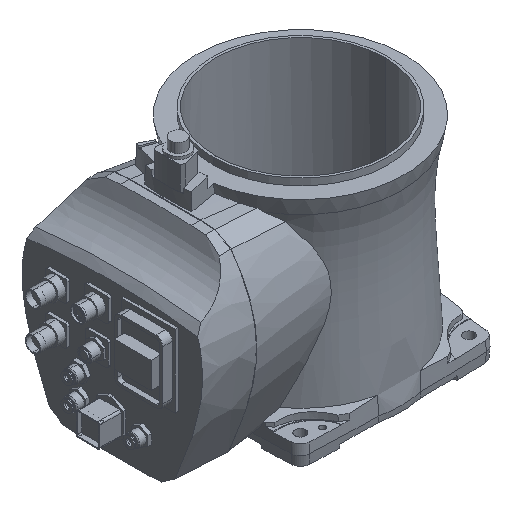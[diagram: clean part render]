
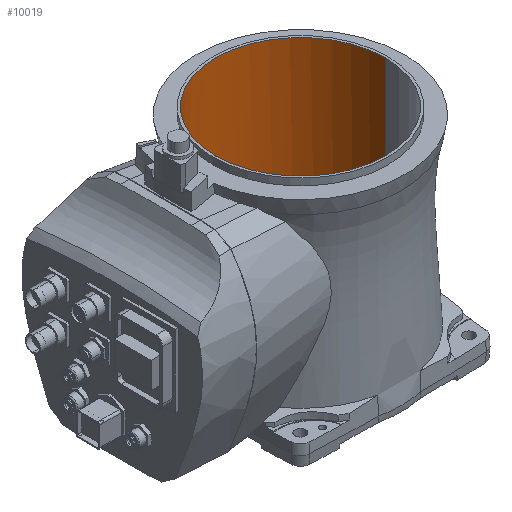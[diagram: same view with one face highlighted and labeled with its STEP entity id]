
A CAD part, isometric view. The second image highlights one B-rep face of the part: STEP entity #10019.
In plain terms, the highlighted cylindrical face has radius 87.5 mm (diameter 175 mm), a partial arc.
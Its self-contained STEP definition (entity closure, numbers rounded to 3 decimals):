
#2228=CARTESIAN_POINT('',(-78.304,39.048,4.));
#2235=CARTESIAN_POINT('',(0.,0.,4.));
#2236=DIRECTION('',(0.,0.,1.));
#2237=DIRECTION('',(1.,0.,0.));
#2238=AXIS2_PLACEMENT_3D('',#2235,#2236,#2237);
#3017=DIRECTION('',(0.,0.,-1.));
#3018=VECTOR('',#3017,39.46);
#3019=CARTESIAN_POINT('',(-87.5,0.,224.));
#3020=LINE('',#3019,#3018);
#3041=CARTESIAN_POINT('',(-67.032,56.24,7.687));
#3042=CARTESIAN_POINT('',(-68.312,54.715,7.36));
#3043=CARTESIAN_POINT('',(-70.893,51.422,6.654));
#3044=CARTESIAN_POINT('',(-74.645,45.84,5.457));
#3045=CARTESIAN_POINT('',(-77.121,41.421,4.509));
#3046=CARTESIAN_POINT('',(-78.304,39.048,4.));
#3048=CARTESIAN_POINT('',(-44.,75.632,102.021));
#3049=CARTESIAN_POINT('',(-45.119,74.981,98.853));
#3050=CARTESIAN_POINT('',(-47.27,73.664,92.446));
#3051=CARTESIAN_POINT('',(-50.272,71.646,82.628));
#3052=CARTESIAN_POINT('',(-53.077,69.592,72.637));
#3053=CARTESIAN_POINT('',(-55.818,67.416,62.051));
#3054=CARTESIAN_POINT('',(-58.584,65.029,50.439));
#3055=CARTESIAN_POINT('',(-61.363,62.419,37.743));
#3056=CARTESIAN_POINT('',(-64.264,59.433,23.218));
#3057=CARTESIAN_POINT('',(-66.117,57.331,12.992));
#3058=CARTESIAN_POINT('',(-67.032,56.24,7.687));
#3060=DIRECTION('',(0.,0.,-1.));
#3061=VECTOR('',#3060,13.227);
#3062=CARTESIAN_POINT('',(-44.,75.632,115.248));
#3063=LINE('',#3062,#3061);
#3064=CARTESIAN_POINT('',(-37.173,79.211,129.42));
#3065=CARTESIAN_POINT('',(-37.963,78.84,127.951));
#3066=CARTESIAN_POINT('',(-39.521,78.08,124.941));
#3067=CARTESIAN_POINT('',(-41.796,76.887,120.214));
#3068=CARTESIAN_POINT('',(-43.271,76.056,116.926));
#3069=CARTESIAN_POINT('',(-44.,75.632,115.248));
#3071=CARTESIAN_POINT('',(-37.173,79.211,129.42));
#3072=CARTESIAN_POINT('',(-37.574,79.023,129.701));
#3073=CARTESIAN_POINT('',(-38.336,78.658,130.221));
#3074=CARTESIAN_POINT('',(-39.34,78.16,130.89));
#3075=CARTESIAN_POINT('',(-40.229,77.706,131.481));
#3076=CARTESIAN_POINT('',(-41.014,77.294,132.014));
#3077=CARTESIAN_POINT('',(-41.723,76.913,132.509));
#3078=CARTESIAN_POINT('',(-42.411,76.536,133.001));
#3079=CARTESIAN_POINT('',(-43.169,76.112,133.563));
#3080=CARTESIAN_POINT('',(-43.717,75.797,133.99));
#3081=CARTESIAN_POINT('',(-44.,75.632,134.218));
#3083=CARTESIAN_POINT('',(-86.93,9.968,184.54));
#3084=CARTESIAN_POINT('',(-86.693,12.039,182.952));
#3085=CARTESIAN_POINT('',(-86.072,16.145,179.806));
#3086=CARTESIAN_POINT('',(-84.725,22.149,175.205));
#3087=CARTESIAN_POINT('',(-82.951,28.071,170.666));
#3088=CARTESIAN_POINT('',(-80.792,33.779,166.292));
#3089=CARTESIAN_POINT('',(-78.281,39.245,162.103));
#3090=CARTESIAN_POINT('',(-75.441,44.458,158.108));
#3091=CARTESIAN_POINT('',(-72.271,49.446,154.286));
#3092=CARTESIAN_POINT('',(-68.717,54.282,150.58));
#3093=CARTESIAN_POINT('',(-64.775,58.931,147.017));
#3094=CARTESIAN_POINT('',(-60.497,63.32,143.653));
#3095=CARTESIAN_POINT('',(-55.627,67.656,140.331));
#3096=CARTESIAN_POINT('',(-50.061,71.88,137.093));
#3097=CARTESIAN_POINT('',(-46.077,74.424,135.144));
#3098=CARTESIAN_POINT('',(-44.,75.632,134.218));
#3100=CARTESIAN_POINT('',(0.,0.,184.54));
#3101=DIRECTION('',(0.,0.,-1.));
#3102=DIRECTION('',(-1.,0.,0.));
#3103=AXIS2_PLACEMENT_3D('',#3100,#3101,#3102);
#3105=DIRECTION('',(0.,0.,-1.));
#3106=VECTOR('',#3105,220.);
#3107=CARTESIAN_POINT('',(87.5,0.,224.));
#3108=LINE('',#3107,#3106);
#3205=CARTESIAN_POINT('',(-44.,75.632,134.218));
#3340=CARTESIAN_POINT('',(0.,0.,224.));
#3341=DIRECTION('',(0.,0.,1.));
#3342=DIRECTION('',(1.,0.,0.));
#3343=AXIS2_PLACEMENT_3D('',#3340,#3341,#3342);
#6256=CARTESIAN_POINT('',(87.5,0.,224.));
#6257=CARTESIAN_POINT('',(-87.5,0.,224.));
#6258=VERTEX_POINT('',#6256);
#6259=VERTEX_POINT('',#6257);
#6260=CARTESIAN_POINT('',(87.5,0.,4.));
#6261=VERTEX_POINT('',#6260);
#6278=CARTESIAN_POINT('',(-87.5,0.,184.54));
#6279=CARTESIAN_POINT('',(-86.93,9.968,184.54));
#6280=VERTEX_POINT('',#6278);
#6281=VERTEX_POINT('',#6279);
#6298=VERTEX_POINT('',#2228);
#6300=VERTEX_POINT('',#3041);
#6301=VERTEX_POINT('',#3048);
#6302=CARTESIAN_POINT('',(-44.,75.632,115.248));
#6303=VERTEX_POINT('',#6302);
#6305=VERTEX_POINT('',#3205);
#6306=VERTEX_POINT('',#3071);
#9993=CARTESIAN_POINT('',(0.,0.,224.));
#9994=DIRECTION('',(0.,0.,1.));
#9995=DIRECTION('',(1.,0.,0.));
#9996=AXIS2_PLACEMENT_3D('',#9993,#9994,#9995);
#9997=CYLINDRICAL_SURFACE('',#9996,87.5);
#9999=ORIENTED_EDGE('',*,*,#9998,.F.);
#10001=ORIENTED_EDGE('',*,*,#10000,.F.);
#10003=ORIENTED_EDGE('',*,*,#10002,.F.);
#10005=ORIENTED_EDGE('',*,*,#10004,.F.);
#10007=ORIENTED_EDGE('',*,*,#10006,.T.);
#10009=ORIENTED_EDGE('',*,*,#10008,.F.);
#10011=ORIENTED_EDGE('',*,*,#10010,.F.);
#10012=ORIENTED_EDGE('',*,*,#9982,.F.);
#10014=ORIENTED_EDGE('',*,*,#10013,.F.);
#10015=ORIENTED_EDGE('',*,*,#9978,.T.);
#10016=ORIENTED_EDGE('',*,*,#8958,.T.);
#10017=EDGE_LOOP('',(#9999,#10001,#10003,#10005,#10007,#10009,#10011,#10012,
#10014,#10015,#10016));
#10018=FACE_OUTER_BOUND('',#10017,.F.);
#10019=ADVANCED_FACE('',(#10018),#9997,.F.);
#2239=CIRCLE('',#2238,87.5);
#3047=B_SPLINE_CURVE_WITH_KNOTS('',3,(#3041,#3042,#3043,#3044,#3045,#3046),
.UNSPECIFIED.,.F.,.F.,(4,1,1,4),(0.,0.333,0.667,1.),
.UNSPECIFIED.);
#3059=B_SPLINE_CURVE_WITH_KNOTS('',3,(#3048,#3049,#3050,#3051,#3052,#3053,#3054,
#3055,#3056,#3057,#3058),.UNSPECIFIED.,.F.,.F.,(4,1,1,1,1,1,1,1,4),(0.,
0.125,0.25,0.375,0.5,0.625,0.75,0.875,1.),.UNSPECIFIED.);
#3070=B_SPLINE_CURVE_WITH_KNOTS('',3,(#3064,#3065,#3066,#3067,#3068,#3069),
.UNSPECIFIED.,.F.,.F.,(4,1,1,4),(0.,0.333,0.667,1.),
.UNSPECIFIED.);
#3082=B_SPLINE_CURVE_WITH_KNOTS('',3,(#3071,#3072,#3073,#3074,#3075,#3076,#3077,
#3078,#3079,#3080,#3081),.UNSPECIFIED.,.F.,.F.,(4,1,1,1,1,1,1,1,4),(0.,
0.125,0.25,0.375,0.5,0.625,0.75,0.875,1.),.UNSPECIFIED.);
#3099=B_SPLINE_CURVE_WITH_KNOTS('',3,(#3083,#3084,#3085,#3086,#3087,#3088,#3089,
#3090,#3091,#3092,#3093,#3094,#3095,#3096,#3097,#3098),.UNSPECIFIED.,.F.,.F.,(4,
1,1,1,1,1,1,1,1,1,1,1,1,4),(0.,0.077,0.154,
0.231,0.308,0.385,0.462,
0.538,0.615,0.692,0.769,
0.846,0.923,1.),.UNSPECIFIED.);
#3104=CIRCLE('',#3103,87.5);
#3344=CIRCLE('',#3343,87.5);
#8958=EDGE_CURVE('',#6261,#6298,#2239,.T.);
#9978=EDGE_CURVE('',#6258,#6261,#3108,.T.);
#9982=EDGE_CURVE('',#6259,#6280,#3020,.T.);
#9998=EDGE_CURVE('',#6300,#6298,#3047,.T.);
#10000=EDGE_CURVE('',#6301,#6300,#3059,.T.);
#10002=EDGE_CURVE('',#6303,#6301,#3063,.T.);
#10004=EDGE_CURVE('',#6306,#6303,#3070,.T.);
#10006=EDGE_CURVE('',#6306,#6305,#3082,.T.);
#10008=EDGE_CURVE('',#6281,#6305,#3099,.T.);
#10010=EDGE_CURVE('',#6280,#6281,#3104,.T.);
#10013=EDGE_CURVE('',#6258,#6259,#3344,.T.);
